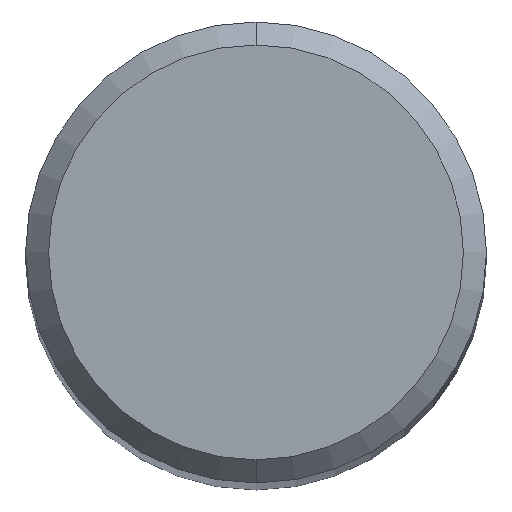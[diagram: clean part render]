
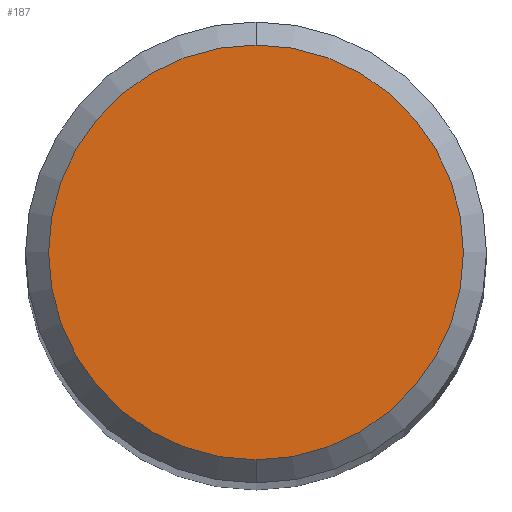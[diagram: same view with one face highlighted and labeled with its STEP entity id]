
A CAD part, top view. The second image highlights one B-rep face of the part: STEP entity #187.
In plain terms, the highlighted planar face has unit normal (0, 0, 1).
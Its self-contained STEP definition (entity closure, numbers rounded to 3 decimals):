
#187=ADVANCED_FACE('',(#448),#449,.T.);
#265=EDGE_CURVE('',#287,#329,#536,.T.);
#283=EDGE_CURVE('',#329,#287,#555,.T.);
#287=VERTEX_POINT('',#559);
#329=VERTEX_POINT('',#607);
#448=FACE_OUTER_BOUND('',#741,.T.);
#449=PLANE('',#742);
#536=CIRCLE('',#933,4.5);
#555=CIRCLE('',#993,4.5);
#559=CARTESIAN_POINT('',(0.,-4.5,0.0));
#607=CARTESIAN_POINT('',(0.0,4.5,0.0));
#741=EDGE_LOOP('',(#1298,#1299));
#742=AXIS2_PLACEMENT_3D('',#1300,#1301,#1302);
#933=AXIS2_PLACEMENT_3D('',#1414,#1415,#1416);
#993=AXIS2_PLACEMENT_3D('',#1427,#1428,#1429);
#1298=ORIENTED_EDGE('',*,*,#283,.F.);
#1299=ORIENTED_EDGE('',*,*,#265,.F.);
#1300=CARTESIAN_POINT('',(0.0,2.25,0.0));
#1301=DIRECTION('',(-0.0,0.0,1.0));
#1302=DIRECTION('',(0.0,-1.0,0.0));
#1414=CARTESIAN_POINT('',(0.0,0.0,0.0));
#1415=DIRECTION('',(0.0,0.0,-1.0));
#1416=DIRECTION('',(0.0,1.0,0.0));
#1427=CARTESIAN_POINT('',(0.0,0.0,0.0));
#1428=DIRECTION('',(0.0,0.0,-1.0));
#1429=DIRECTION('',(0.0,1.0,0.0));
